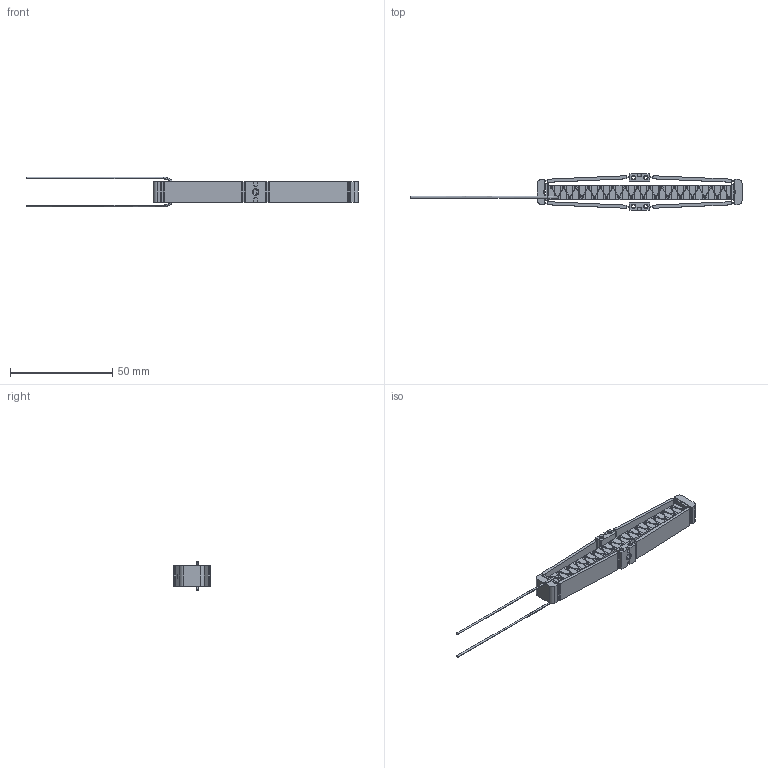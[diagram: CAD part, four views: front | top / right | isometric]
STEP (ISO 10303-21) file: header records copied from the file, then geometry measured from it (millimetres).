
FILE_DESCRIPTION (( 'STEP AP203' ), '1' );
FILE_NAME ('APF710.STEP', '2017-06-16T12:25:06', ( '' ), ( '' ), 'SwSTEP 2.0', 'SolidWorks 2016', '' );
FILE_SCHEMA (( 'CONFIG_CONTROL_DESIGN' ));
Length unit declared in the file: millimetre
Products named in the file (1): APF710
Bounding box: 162.13 x 18 x 14.42 mm (x, y, z)
Surface area: 10269.5 mm2 (no closed solid volume)
Topology: 0 solids, 40 shells, 916 faces, 3673 edges, 2576 vertices
Faces by surface type: plane 397, cylinder 243, bspline 136, sphere 120, cone 20
Entity records: 44280 total; most frequent: CARTESIAN_POINT 16022, ORIENTED_EDGE 5676, DIRECTION 5296, EDGE_CURVE 3673, VERTEX_POINT 2576, LINE 2096, VECTOR 2096, AXIS2_PLACEMENT_3D 1600
